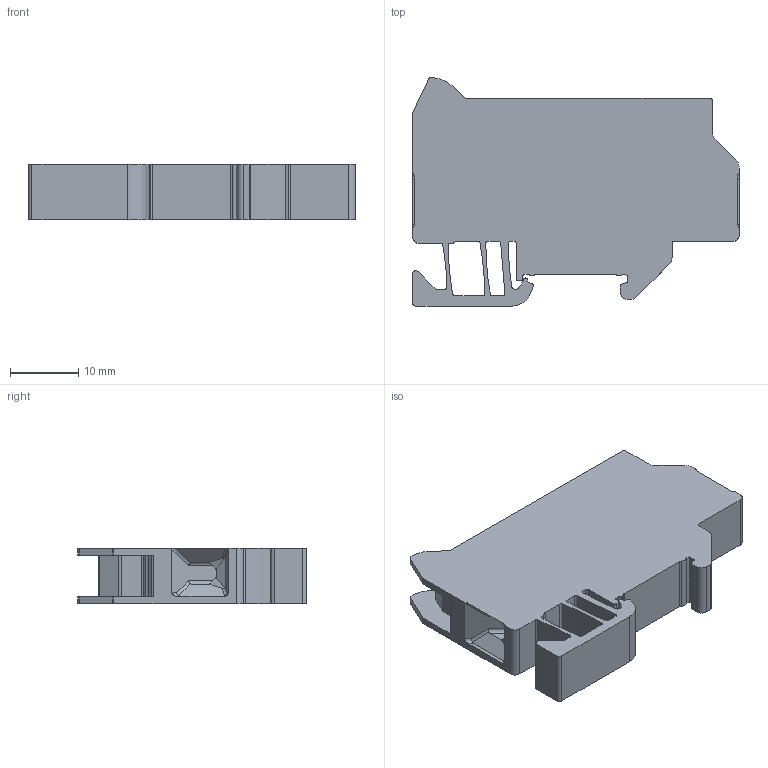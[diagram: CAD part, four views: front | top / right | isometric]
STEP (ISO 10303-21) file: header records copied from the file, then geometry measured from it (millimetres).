
FILE_DESCRIPTION(/* description */ (''),/* implementation_level */ '2;1');
FILE_NAME(/* name */ '1382_STK2_15_K_iso.stp',/* time_stamp */ '2011-07-22T12:53:13+02:00',/* author */ (''),/* organization */ (''),/* preprocessor_version */ 'ST-DEVELOPER v11',/* originating_system */ 'SIEMENS UGS NX 6.0',/* authorisation */ '');
FILE_SCHEMA (('CONFIG_CONTROL_DESIGN'));
Length unit declared in the file: millimetre
Products named in the file (1): 1382_STK2_15_K_iso
Bounding box: 48 x 33.5 x 8.1 mm (x, y, z)
Volume: 9040.6 mm3; surface area: 4405.8 mm2
Topology: 1 solids, 1 shells, 171 faces, 502 edges, 335 vertices
Faces by surface type: cylinder 90, plane 81
Full cylindrical faces by diameter (mm): 3.2 x1, 4.2 x2
Entity records: 5826 total; most frequent: DIRECTION 1034, CARTESIAN_POINT 1011, ORIENTED_EDGE 994, EDGE_CURVE 497, AXIS2_PLACEMENT_3D 366, VERTEX_POINT 333, LINE 302, VECTOR 302
